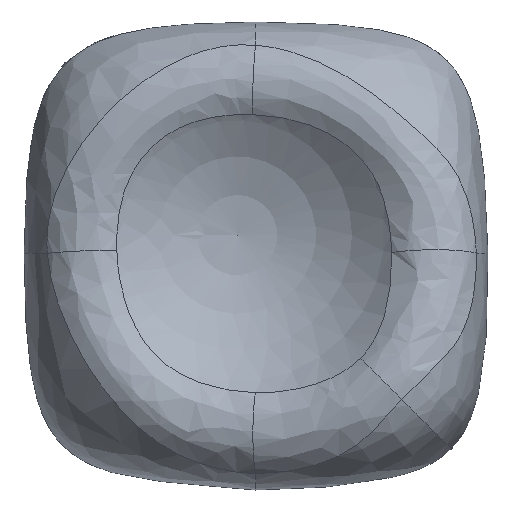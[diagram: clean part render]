
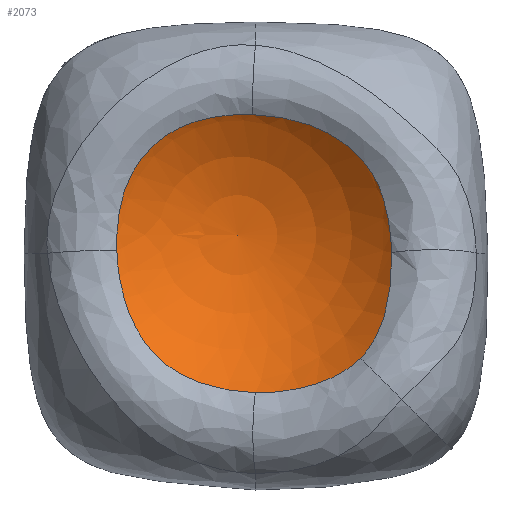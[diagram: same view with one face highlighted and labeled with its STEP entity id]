
A CAD part, top view. The second image highlights one B-rep face of the part: STEP entity #2073.
In plain terms, the highlighted spherical face has radius 8.5 mm.
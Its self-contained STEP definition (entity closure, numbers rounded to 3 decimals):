
#20=SPHERICAL_SURFACE('',#2290,8.5);
#322=FACE_OUTER_BOUND('',#454,.T.);
#454=EDGE_LOOP('',(#1856,#1857,#1858,#1859,#1860,#1861,#1862,#1863));
#612=CIRCLE('',#2291,8.5);
#703=B_SPLINE_CURVE_WITH_KNOTS('',3,(#7477,#7478,#7479,#7480,#7481,#7482,
#7483,#7484,#7485,#7486,#7487,#7488),.UNSPECIFIED.,.F.,.F.,(4,1,1,1,1,1,
1,1,1,4),(0.,0.305,0.458,0.61,0.687,
0.763,0.839,0.915,0.992,
1.068),.UNSPECIFIED.);
#704=B_SPLINE_CURVE_WITH_KNOTS('',3,(#7557,#7558,#7559,#7560,#7561,#7562,
#7563,#7564,#7565,#7566,#7567),.UNSPECIFIED.,.F.,.F.,(4,2,1,2,1,1,4),(0.,
0.107,0.227,0.347,0.429,
0.511,0.551),.UNSPECIFIED.);
#705=B_SPLINE_CURVE_WITH_KNOTS('',3,(#7624,#7625,#7626,#7627,#7628,#7629,
#7630,#7631,#7632),.UNSPECIFIED.,.F.,.F.,(4,1,1,1,2,4),(0.,
0.059,0.119,0.208,0.297,
0.55),.UNSPECIFIED.);
#706=B_SPLINE_CURVE_WITH_KNOTS('',3,(#7713,#7714,#7715,#7716,#7717,#7718,
#7719,#7720,#7721,#7722,#7723,#7724,#7725),.UNSPECIFIED.,.F.,.F.,(4,1,1,
1,1,1,1,1,1,1,4),(0.,0.039,0.077,0.154,
0.309,0.386,0.463,0.618,
0.772,0.927,1.081),.UNSPECIFIED.);
#708=B_SPLINE_CURVE_WITH_KNOTS('',3,(#7787,#7788,#7789,#7790),
 .UNSPECIFIED.,.F.,.F.,(4,4),(0.,0.073),
 .UNSPECIFIED.);
#709=B_SPLINE_CURVE_WITH_KNOTS('',3,(#7791,#7792,#7793,#7794,#7795,#7796,
#7797,#7798,#7799,#7800),.UNSPECIFIED.,.F.,.F.,(4,1,1,1,1,1,1,4),(0.073,
0.151,0.302,0.604,0.755,
0.906,0.982,1.057),.UNSPECIFIED.);
#896=VERTEX_POINT('',#7460);
#898=VERTEX_POINT('',#7475);
#899=VERTEX_POINT('',#7555);
#900=VERTEX_POINT('',#7622);
#901=VERTEX_POINT('',#7711);
#902=VERTEX_POINT('',#7786);
#903=VERTEX_POINT('',#7910);
#1212=EDGE_CURVE('',#898,#896,#703,.T.);
#1214=EDGE_CURVE('',#896,#899,#704,.T.);
#1216=EDGE_CURVE('',#899,#900,#705,.T.);
#1218=EDGE_CURVE('',#900,#901,#706,.T.);
#1220=EDGE_CURVE('',#901,#902,#708,.T.);
#1221=EDGE_CURVE('',#902,#898,#709,.T.);
#1223=EDGE_CURVE('',#903,#902,#612,.T.);
#1856=ORIENTED_EDGE('',*,*,#1212,.F.);
#1857=ORIENTED_EDGE('',*,*,#1221,.F.);
#1858=ORIENTED_EDGE('',*,*,#1223,.F.);
#1859=ORIENTED_EDGE('',*,*,#1223,.T.);
#1860=ORIENTED_EDGE('',*,*,#1220,.F.);
#1861=ORIENTED_EDGE('',*,*,#1218,.F.);
#1862=ORIENTED_EDGE('',*,*,#1216,.F.);
#1863=ORIENTED_EDGE('',*,*,#1214,.F.);
#2073=ADVANCED_FACE('',(#322),#20,.F.);
#2290=AXIS2_PLACEMENT_3D('',#7909,#2759,#2760);
#2291=AXIS2_PLACEMENT_3D('',#7911,#2761,#2762);
#2759=DIRECTION('center_axis',(0.,0.,1.));
#2760=DIRECTION('ref_axis',(1.,0.,0.));
#2761=DIRECTION('center_axis',(0.,1.,0.));
#2762=DIRECTION('ref_axis',(-1.,0.,0.));
#7460=CARTESIAN_POINT('',(5.271,0.027,5.496));
#7475=CARTESIAN_POINT('',(-0.12,5.371,4.418));
#7477=CARTESIAN_POINT('Ctrl Pts',(-0.12,5.371,4.418));
#7478=CARTESIAN_POINT('Ctrl Pts',(0.701,5.342,4.467));
#7479=CARTESIAN_POINT('Ctrl Pts',(1.926,5.128,4.646));
#7480=CARTESIAN_POINT('Ctrl Pts',(3.366,4.367,4.96));
#7481=CARTESIAN_POINT('Ctrl Pts',(4.121,3.676,5.142));
#7482=CARTESIAN_POINT('Ctrl Pts',(4.588,3.003,5.249));
#7483=CARTESIAN_POINT('Ctrl Pts',(4.85,2.443,5.297));
#7484=CARTESIAN_POINT('Ctrl Pts',(5.031,1.852,5.325));
#7485=CARTESIAN_POINT('Ctrl Pts',(5.156,1.248,5.359));
#7486=CARTESIAN_POINT('Ctrl Pts',(5.237,0.638,5.414));
#7487=CARTESIAN_POINT('Ctrl Pts',(5.267,0.231,5.469));
#7488=CARTESIAN_POINT('Ctrl Pts',(5.271,0.027,5.496));
#7555=CARTESIAN_POINT('',(4.063,-4.065,6.33));
#7557=CARTESIAN_POINT('Ctrl Pts',(5.271,0.027,5.496));
#7558=CARTESIAN_POINT('Ctrl Pts',(5.277,-0.26,5.535));
#7559=CARTESIAN_POINT('Ctrl Pts',(5.271,-0.545,5.582));
#7560=CARTESIAN_POINT('Ctrl Pts',(5.232,-1.145,5.699));
#7561=CARTESIAN_POINT('Ctrl Pts',(5.16,-1.772,5.844));
#7562=CARTESIAN_POINT('Ctrl Pts',(5.008,-2.381,6.009));
#7563=CARTESIAN_POINT('Ctrl Pts',(4.83,-2.88,6.136));
#7564=CARTESIAN_POINT('Ctrl Pts',(4.656,-3.276,6.231));
#7565=CARTESIAN_POINT('Ctrl Pts',(4.36,-3.737,6.312));
#7566=CARTESIAN_POINT('Ctrl Pts',(4.141,-3.986,6.33));
#7567=CARTESIAN_POINT('Ctrl Pts',(4.063,-4.065,6.33));
#7622=CARTESIAN_POINT('',(-0.007,-5.405,5.634));
#7624=CARTESIAN_POINT('Ctrl Pts',(4.063,-4.065,6.33));
#7625=CARTESIAN_POINT('Ctrl Pts',(3.95,-4.178,6.33));
#7626=CARTESIAN_POINT('Ctrl Pts',(3.705,-4.386,6.312));
#7627=CARTESIAN_POINT('Ctrl Pts',(3.239,-4.691,6.24));
#7628=CARTESIAN_POINT('Ctrl Pts',(2.667,-4.959,6.121));
#7629=CARTESIAN_POINT('Ctrl Pts',(2.218,-5.103,6.023));
#7630=CARTESIAN_POINT('Ctrl Pts',(1.343,-5.332,5.84));
#7631=CARTESIAN_POINT('Ctrl Pts',(0.669,-5.412,5.723));
#7632=CARTESIAN_POINT('Ctrl Pts',(-0.007,-5.405,
5.634));
#7711=CARTESIAN_POINT('',(-5.371,0.12,4.418));
#7713=CARTESIAN_POINT('Ctrl Pts',(-0.007,-5.405,
5.634));
#7714=CARTESIAN_POINT('Ctrl Pts',(-0.11,-5.404,
5.621));
#7715=CARTESIAN_POINT('Ctrl Pts',(-0.316,-5.393,
5.591));
#7716=CARTESIAN_POINT('Ctrl Pts',(-0.727,-5.351,
5.532));
#7717=CARTESIAN_POINT('Ctrl Pts',(-1.441,-5.234,5.44));
#7718=CARTESIAN_POINT('Ctrl Pts',(-2.244,-5.006,5.372));
#7719=CARTESIAN_POINT('Ctrl Pts',(-2.993,-4.644,5.294));
#7720=CARTESIAN_POINT('Ctrl Pts',(-3.68,-4.179,5.188));
#7721=CARTESIAN_POINT('Ctrl Pts',(-4.375,-3.413,4.992));
#7722=CARTESIAN_POINT('Ctrl Pts',(-4.936,-2.316,4.736));
#7723=CARTESIAN_POINT('Ctrl Pts',(-5.268,-1.124,4.527));
#7724=CARTESIAN_POINT('Ctrl Pts',(-5.357,-0.296,
4.443));
#7725=CARTESIAN_POINT('Ctrl Pts',(-5.371,0.12,4.418));
#7786=CARTESIAN_POINT('',(-5.368,0.707,4.392));
#7787=CARTESIAN_POINT('Ctrl Pts',(-5.371,0.12,4.418));
#7788=CARTESIAN_POINT('Ctrl Pts',(-5.377,0.315,4.406));
#7789=CARTESIAN_POINT('Ctrl Pts',(-5.376,0.511,4.397));
#7790=CARTESIAN_POINT('Ctrl Pts',(-5.368,0.707,4.392));
#7791=CARTESIAN_POINT('Ctrl Pts',(-5.368,0.707,4.392));
#7792=CARTESIAN_POINT('Ctrl Pts',(-5.359,0.918,4.386));
#7793=CARTESIAN_POINT('Ctrl Pts',(-5.305,1.535,4.379));
#7794=CARTESIAN_POINT('Ctrl Pts',(-5.004,2.946,4.431));
#7795=CARTESIAN_POINT('Ctrl Pts',(-4.013,4.329,4.47));
#7796=CARTESIAN_POINT('Ctrl Pts',(-2.542,5.085,4.413));
#7797=CARTESIAN_POINT('Ctrl Pts',(-1.544,5.306,4.38));
#7798=CARTESIAN_POINT('Ctrl Pts',(-0.731,5.375,4.388));
#7799=CARTESIAN_POINT('Ctrl Pts',(-0.324,5.378,4.406));
#7800=CARTESIAN_POINT('Ctrl Pts',(-0.12,5.371,4.418));
#7909=CARTESIAN_POINT('Origin',(-0.707,0.707,11.5));
#7910=CARTESIAN_POINT('',(-0.707,0.707,3.));
#7911=CARTESIAN_POINT('Origin',(-0.707,0.707,11.5));
